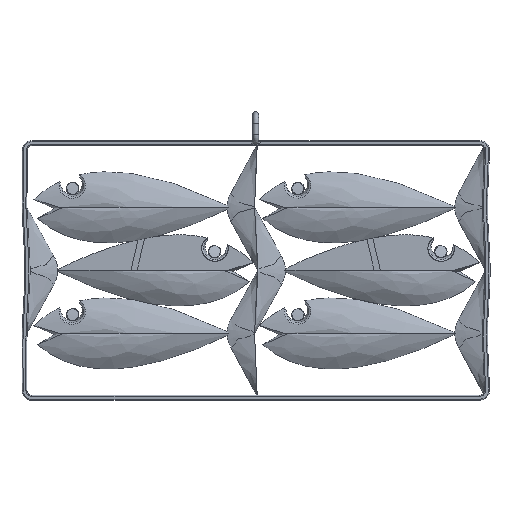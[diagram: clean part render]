
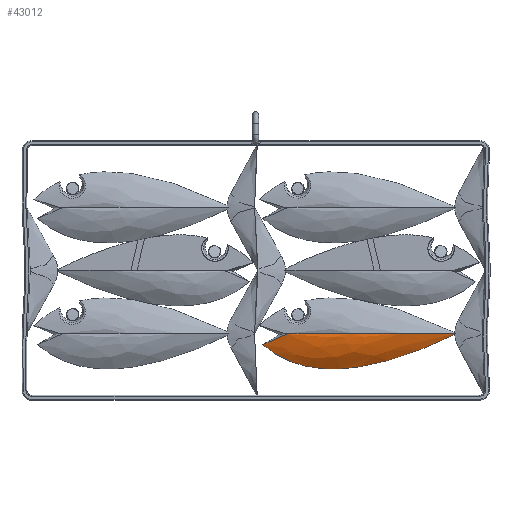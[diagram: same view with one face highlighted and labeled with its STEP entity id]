
A CAD part, top view. The second image highlights one B-rep face of the part: STEP entity #43012.
In plain terms, the highlighted free-form (B-spline) face has degree [2, 3] with [5, 4] control points.
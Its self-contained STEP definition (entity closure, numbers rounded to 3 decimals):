
#42021 = VERTEX_POINT('',#42022);
#42022 = CARTESIAN_POINT('',(17.11,25.183,
    2.912));
#42027 = EDGE_CURVE('',#42028,#42021,#42030,.T.);
#42028 = VERTEX_POINT('',#42029);
#42029 = CARTESIAN_POINT('',(16.393,25.453,
    2.826));
#42030 = B_SPLINE_CURVE_WITH_KNOTS('',3,(#42031,#42032,#42033,#42034,
    #42035,#42036,#42037,#42038,#42039,#42040,#42041,#42042,#42043),
  .UNSPECIFIED.,.F.,.F.,(4,3,3,3,4),(0.,0.19,0.381,
    0.571,0.761),.UNSPECIFIED.);
#42031 = CARTESIAN_POINT('',(16.393,25.453,
    2.826));
#42032 = CARTESIAN_POINT('',(16.453,25.431,
    2.834));
#42033 = CARTESIAN_POINT('',(16.512,25.408,
    2.841));
#42034 = CARTESIAN_POINT('',(16.572,25.386,
    2.848));
#42035 = CARTESIAN_POINT('',(16.632,25.363,
    2.855));
#42036 = CARTESIAN_POINT('',(16.692,25.341,
    2.862));
#42037 = CARTESIAN_POINT('',(16.751,25.318,
    2.87));
#42038 = CARTESIAN_POINT('',(16.811,25.296,
    2.877));
#42039 = CARTESIAN_POINT('',(16.871,25.273,
    2.884));
#42040 = CARTESIAN_POINT('',(16.93,25.251,
    2.891));
#42041 = CARTESIAN_POINT('',(16.99,25.228,2.898
    ));
#42042 = CARTESIAN_POINT('',(17.05,25.205,
    2.905));
#42043 = CARTESIAN_POINT('',(17.11,25.183,
    2.912));
#42082 = VERTEX_POINT('',#42083);
#42083 = CARTESIAN_POINT('',(7.242,20.796,0.));
#42088 = EDGE_CURVE('',#42021,#42082,#42089,.T.);
#42089 = B_SPLINE_CURVE_WITH_KNOTS('',3,(#42090,#42091,#42092,#42093,
    #42094,#42095,#42096,#42097,#42098,#42099,#42100,#42101,#42102,
    #42103,#42104,#42105,#42106,#42107,#42108,#42109,#42110,#42111,
    #42112,#42113,#42114),.UNSPECIFIED.,.F.,.F.,(4,3,3,3,3,3,3,3,4),(0.,
    1.382,2.763,4.145,5.527,
    6.908,8.29,9.672,11.053),
  .UNSPECIFIED.);
#42090 = CARTESIAN_POINT('',(17.11,25.183,
    2.912));
#42091 = CARTESIAN_POINT('',(16.698,24.985,
    2.818));
#42092 = CARTESIAN_POINT('',(16.286,24.789,
    2.721));
#42093 = CARTESIAN_POINT('',(15.874,24.594,
    2.62));
#42094 = CARTESIAN_POINT('',(15.463,24.4,
    2.519));
#42095 = CARTESIAN_POINT('',(15.051,24.208,
    2.415));
#42096 = CARTESIAN_POINT('',(14.639,24.017,
    2.307));
#42097 = CARTESIAN_POINT('',(14.227,23.826,
    2.199));
#42098 = CARTESIAN_POINT('',(13.815,23.638,
    2.088));
#42099 = CARTESIAN_POINT('',(13.403,23.451,
    1.974));
#42100 = CARTESIAN_POINT('',(12.992,23.264,
    1.859));
#42101 = CARTESIAN_POINT('',(12.58,23.079,
    1.741));
#42102 = CARTESIAN_POINT('',(12.169,22.896,
    1.62));
#42103 = CARTESIAN_POINT('',(11.757,22.713,
    1.498));
#42104 = CARTESIAN_POINT('',(11.346,22.532,
    1.373));
#42105 = CARTESIAN_POINT('',(10.935,22.353,
    1.245));
#42106 = CARTESIAN_POINT('',(10.524,22.174,
    1.117));
#42107 = CARTESIAN_POINT('',(10.113,21.997,
    0.985));
#42108 = CARTESIAN_POINT('',(9.702,21.822,
    0.85));
#42109 = CARTESIAN_POINT('',(9.291,21.647,
    0.715));
#42110 = CARTESIAN_POINT('',(8.881,21.474,
    0.577));
#42111 = CARTESIAN_POINT('',(8.471,21.303,0.435)
  );
#42112 = CARTESIAN_POINT('',(8.061,21.132,
    0.293));
#42113 = CARTESIAN_POINT('',(7.651,20.963,
    0.148));
#42114 = CARTESIAN_POINT('',(7.242,20.796,
    0.));
#42211 = VERTEX_POINT('',#42212);
#42212 = CARTESIAN_POINT('',(87.486,25.447,
    0.));
#42217 = EDGE_CURVE('',#42082,#42211,#42218,.T.);
#42218 = B_SPLINE_CURVE_WITH_KNOTS('',2,(#42219,#42220,#42221,#42222,
    #42223),.UNSPECIFIED.,.F.,.F.,(3,1,1,3),(100.191,
    200.381,200.413,200.49),.UNSPECIFIED.);
#42219 = CARTESIAN_POINT('',(2.664,25.453,
    0.));
#42220 = CARTESIAN_POINT('',(27.561,-3.971,
    0.));
#42221 = CARTESIAN_POINT('',(87.519,25.463,
    0.));
#42222 = CARTESIAN_POINT('',(87.869,25.642,
    0.));
#42223 = CARTESIAN_POINT('',(88.176,25.797,
    0.));
#42391 = VERTEX_POINT('',#42392);
#42392 = CARTESIAN_POINT('',(87.486,25.453,
    0.003));
#42408 = EDGE_CURVE('',#42391,#42211,#42409,.T.);
#42409 = B_SPLINE_CURVE_WITH_KNOTS('',3,(#42410,#42411,#42412,#42413,
    #42414,#42415,#42416,#42417,#42418,#42419,#42420,#42421,#42422),
  .UNSPECIFIED.,.F.,.F.,(4,3,3,3,4),(0.,0.002,
    0.003,0.005,0.007),
  .UNSPECIFIED.);
#42410 = CARTESIAN_POINT('',(87.486,25.453,
    0.003));
#42411 = CARTESIAN_POINT('',(87.486,25.453,
    0.003));
#42412 = CARTESIAN_POINT('',(87.486,25.452,
    0.002));
#42413 = CARTESIAN_POINT('',(87.486,25.451,
    0.002));
#42414 = CARTESIAN_POINT('',(87.486,25.451,
    0.002));
#42415 = CARTESIAN_POINT('',(87.486,25.45,
    0.002));
#42416 = CARTESIAN_POINT('',(87.486,25.45,
    0.001));
#42417 = CARTESIAN_POINT('',(87.486,25.449,
    0.001));
#42418 = CARTESIAN_POINT('',(87.486,25.449,
    0.001));
#42419 = CARTESIAN_POINT('',(87.486,25.448,
    0.001));
#42420 = CARTESIAN_POINT('',(87.486,25.448,
    0.));
#42421 = CARTESIAN_POINT('',(87.486,25.447,
    0.));
#42422 = CARTESIAN_POINT('',(87.486,25.447,
    0.));
#42960 = EDGE_CURVE('',#42028,#42961,#42963,.T.);
#42961 = VERTEX_POINT('',#42962);
#42962 = CARTESIAN_POINT('',(44.242,25.453,
    5.266));
#42963 = B_SPLINE_CURVE_WITH_KNOTS('',3,(#42964,#42965,#42966,#42967),
  .UNSPECIFIED.,.F.,.F.,(4,4),(1.,40.01),
  .PIECEWISE_BEZIER_KNOTS.);
#42964 = CARTESIAN_POINT('',(2.664,25.453,0.));
#42965 = CARTESIAN_POINT('',(17.214,25.453,
    3.511));
#42966 = CARTESIAN_POINT('',(31.073,25.453,
    5.266));
#42967 = CARTESIAN_POINT('',(44.242,25.453,
    5.266));
#42969 = EDGE_CURVE('',#42391,#42961,#42970,.T.);
#42970 = B_SPLINE_CURVE_WITH_KNOTS('',3,(#42971,#42972,#42973,#42974,
    #42975,#42976),.UNSPECIFIED.,.F.,.F.,(4,2,4),(-71.835,1.,
    40.01),.UNSPECIFIED.);
#42971 = CARTESIAN_POINT('',(175.271,25.453,
    -19.664));
#42972 = CARTESIAN_POINT('',(146.014,25.453,
    -13.109));
#42973 = CARTESIAN_POINT('',(116.757,25.453,
    -6.555));
#42974 = CARTESIAN_POINT('',(71.829,25.453,
    3.511));
#42975 = CARTESIAN_POINT('',(57.41,25.453,
    5.266));
#42976 = CARTESIAN_POINT('',(44.242,25.453,
    5.266));
#43012 = ADVANCED_FACE('',(#43013),#43021,.T.);
#43013 = FACE_BOUND('',#43014,.T.);
#43014 = EDGE_LOOP('',(#43015,#43016,#43017,#43018,#43019,#43020));
#43015 = ORIENTED_EDGE('',*,*,#42408,.F.);
#43016 = ORIENTED_EDGE('',*,*,#42969,.T.);
#43017 = ORIENTED_EDGE('',*,*,#42960,.F.);
#43018 = ORIENTED_EDGE('',*,*,#42027,.T.);
#43019 = ORIENTED_EDGE('',*,*,#42088,.T.);
#43020 = ORIENTED_EDGE('',*,*,#42217,.T.);
#43021 = B_SPLINE_SURFACE_WITH_KNOTS('',2,3,(
    (#43022,#43023,#43024,#43025)
    ,(#43026,#43027,#43028,#43029)
    ,(#43030,#43031,#43032,#43033)
    ,(#43034,#43035,#43036,#43037)
    ,(#43038,#43039,#43040,#43041
  )),.UNSPECIFIED.,.F.,.F.,.F.,(3,1,1,3),(4,4),(100.191,
    200.381,200.413,200.49),(1.,40.01
    ),.UNSPECIFIED.);
#43022 = CARTESIAN_POINT('',(2.664,25.453,0.));
#43023 = CARTESIAN_POINT('',(17.214,25.453,
    3.511));
#43024 = CARTESIAN_POINT('',(31.073,25.453,
    5.266));
#43025 = CARTESIAN_POINT('',(44.242,25.453,
    5.266));
#43026 = CARTESIAN_POINT('',(27.561,-3.971,
    0.));
#43027 = CARTESIAN_POINT('',(32.188,4.189,
    3.511));
#43028 = CARTESIAN_POINT('',(37.748,13.997,
    5.266));
#43029 = CARTESIAN_POINT('',(44.242,25.453,
    5.266));
#43030 = CARTESIAN_POINT('',(87.519,25.463,
    0.));
#43031 = CARTESIAN_POINT('',(71.842,25.46,
    3.511));
#43032 = CARTESIAN_POINT('',(57.417,25.457,
    5.266));
#43033 = CARTESIAN_POINT('',(44.242,25.453,
    5.266));
#43034 = CARTESIAN_POINT('',(87.869,25.642,
    0.));
#43035 = CARTESIAN_POINT('',(72.21,25.657,
    3.511));
#43036 = CARTESIAN_POINT('',(57.798,25.679,
    5.266));
#43037 = CARTESIAN_POINT('',(44.242,25.453,
    5.266));
#43038 = CARTESIAN_POINT('',(88.176,25.797,
    0.));
#43039 = CARTESIAN_POINT('',(72.498,25.812,
    3.511));
#43040 = CARTESIAN_POINT('',(58.066,25.835,
    5.266));
#43041 = CARTESIAN_POINT('',(44.242,25.453,
    5.266));
